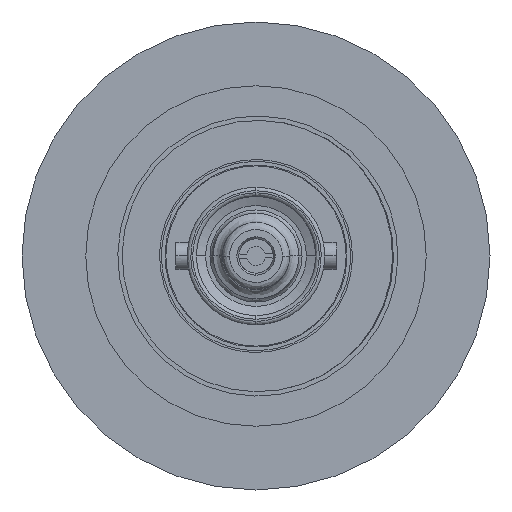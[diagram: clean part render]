
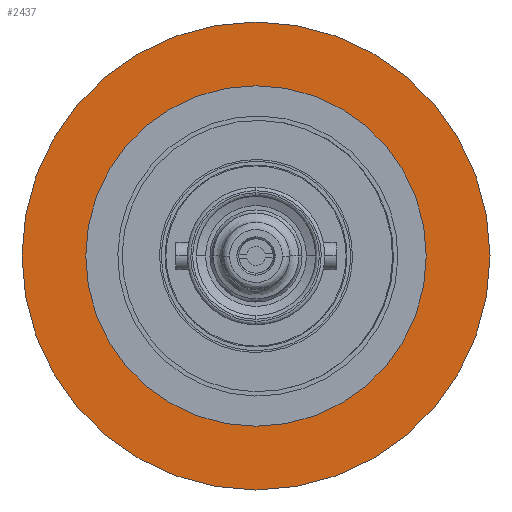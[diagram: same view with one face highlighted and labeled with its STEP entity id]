
A CAD part, left-side view. The second image highlights one B-rep face of the part: STEP entity #2437.
In plain terms, the highlighted planar face has unit normal (-1, 0, 0).
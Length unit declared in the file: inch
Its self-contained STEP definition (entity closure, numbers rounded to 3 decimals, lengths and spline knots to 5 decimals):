
#725 = CIRCLE ( 'NONE', #753, 0.6425 ) ;
#753 = AXIS2_PLACEMENT_3D ( 'NONE', #2541, #2542, #2543 ) ;
#813 = AXIS2_PLACEMENT_3D ( 'NONE', #3338, #3339, #3340 ) ;
#818 = CIRCLE ( 'NONE', #813, 0.4675 ) ;
#1076 = CIRCLE ( 'NONE', #1110, 0.4675 ) ;
#1078 = AXIS2_PLACEMENT_3D ( 'NONE', #5072, #5073, #5074 ) ;
#1092 = AXIS2_PLACEMENT_3D ( 'NONE', #5149, #5157, #5158 ) ;
#1109 = CIRCLE ( 'NONE', #1078, 0.6425 ) ;
#1110 = AXIS2_PLACEMENT_3D ( 'NONE', #5063, #5064, #5065 ) ;
#1423 = VERTEX_POINT ( 'NONE', #4539 ) ;
#1436 = VERTEX_POINT ( 'NONE', #4563 ) ;
#1831 = ORIENTED_EDGE ( 'NONE', *, *, #2411, .T. ) ;
#1884 = ORIENTED_EDGE ( 'NONE', *, *, #3613, .T. ) ;
#1982 = ORIENTED_EDGE ( 'NONE', *, *, #3639, .F. ) ;
#2073 = VERTEX_POINT ( 'NONE', #3488 ) ;
#2081 = ORIENTED_EDGE ( 'NONE', *, *, #2414, .F. ) ;
#2106 = VERTEX_POINT ( 'NONE', #3478 ) ;
#2411 = EDGE_CURVE ( 'NONE', #1423, #1436, #1076, .T. ) ;
#2414 = EDGE_CURVE ( 'NONE', #2073, #2106, #1109, .T. ) ;
#2437 = ADVANCED_FACE ( 'NONE', ( #5153, #5154 ), #5155, .F. ) ;
#2541 = CARTESIAN_POINT ( 'NONE',  ( 0., 0., 0. ) ) ;
#2542 = DIRECTION ( 'NONE',  ( 1., 0., 0. ) ) ;
#2543 = DIRECTION ( 'NONE',  ( 0., 0., -1. ) ) ;
#3338 = CARTESIAN_POINT ( 'NONE',  ( 0., 0., 0. ) ) ;
#3339 = DIRECTION ( 'NONE',  ( 1., 0., 0. ) ) ;
#3340 = DIRECTION ( 'NONE',  ( 0., 0., -1. ) ) ;
#3478 = CARTESIAN_POINT ( 'NONE',  ( 0., 0., -0.6425 ) ) ;
#3488 = CARTESIAN_POINT ( 'NONE',  ( 0., 0., 0.6425 ) ) ;
#3613 = EDGE_CURVE ( 'NONE', #1436, #1423, #818, .T. ) ;
#3639 = EDGE_CURVE ( 'NONE', #2106, #2073, #725, .T. ) ;
#4315 = EDGE_LOOP ( 'NONE', ( #1884, #1831 ) ) ;
#4359 = EDGE_LOOP ( 'NONE', ( #2081, #1982 ) ) ;
#4539 = CARTESIAN_POINT ( 'NONE',  ( 0., 0., -0.4675 ) ) ;
#4563 = CARTESIAN_POINT ( 'NONE',  ( 0., 0., 0.4675 ) ) ;
#5063 = CARTESIAN_POINT ( 'NONE',  ( 0., 0., 0. ) ) ;
#5064 = DIRECTION ( 'NONE',  ( 1., 0., 0. ) ) ;
#5065 = DIRECTION ( 'NONE',  ( 0., 0., -1. ) ) ;
#5072 = CARTESIAN_POINT ( 'NONE',  ( 0., 0., 0. ) ) ;
#5073 = DIRECTION ( 'NONE',  ( 1., 0., 0. ) ) ;
#5074 = DIRECTION ( 'NONE',  ( 0., 0., -1. ) ) ;
#5149 = CARTESIAN_POINT ( 'NONE',  ( 0., 0., 0. ) ) ;
#5153 = FACE_OUTER_BOUND ( 'NONE', #4359, .T. ) ;
#5154 = FACE_BOUND ( 'NONE', #4315, .T. ) ;
#5155 = PLANE ( 'NONE',  #1092 ) ;
#5157 = DIRECTION ( 'NONE',  ( 1., 0., 0. ) ) ;
#5158 = DIRECTION ( 'NONE',  ( 0., 0., -1. ) ) ;
